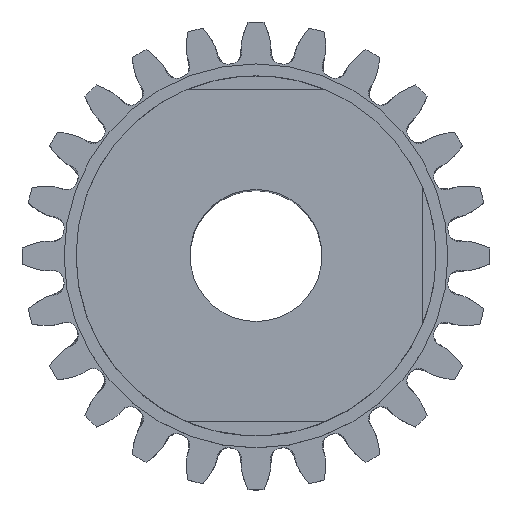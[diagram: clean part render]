
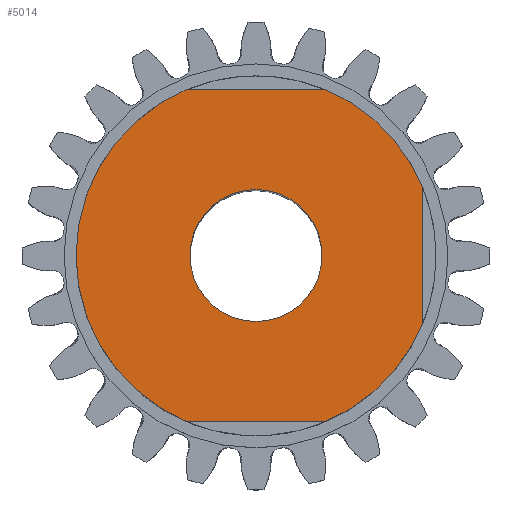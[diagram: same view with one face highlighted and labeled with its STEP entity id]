
A CAD part, top view. The second image highlights one B-rep face of the part: STEP entity #5014.
In plain terms, the highlighted face is planar.
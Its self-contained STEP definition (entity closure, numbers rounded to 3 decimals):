
#250=FACE_BOUND('',#702,.T.);
#261=PLANE('',#5306);
#433=FACE_OUTER_BOUND('',#701,.T.);
#701=EDGE_LOOP('',(#3400,#3401,#3402,#3403,#3404,#3405));
#702=EDGE_LOOP('',(#3406));
#963=LINE('',#7185,#1325);
#969=LINE('',#7205,#1331);
#975=LINE('',#7225,#1337);
#1325=VECTOR('',#5813,10.);
#1331=VECTOR('',#5833,10.);
#1337=VECTOR('',#5853,10.);
#1692=CIRCLE('',#5307,15.);
#1693=CIRCLE('',#5308,15.);
#1694=CIRCLE('',#5309,15.);
#1695=CIRCLE('',#5310,5.5);
#1998=VERTEX_POINT('',#7182);
#1999=VERTEX_POINT('',#7184);
#2005=VERTEX_POINT('',#7202);
#2006=VERTEX_POINT('',#7204);
#2012=VERTEX_POINT('',#7222);
#2013=VERTEX_POINT('',#7224);
#2014=VERTEX_POINT('',#7232);
#2554=EDGE_CURVE('',#1999,#1998,#963,.T.);
#2563=EDGE_CURVE('',#2006,#2005,#969,.T.);
#2572=EDGE_CURVE('',#2013,#2012,#975,.T.);
#2574=EDGE_CURVE('',#2012,#1999,#1692,.T.);
#2575=EDGE_CURVE('',#1998,#2006,#1693,.T.);
#2576=EDGE_CURVE('',#2005,#2013,#1694,.T.);
#2577=EDGE_CURVE('',#2014,#2014,#1695,.T.);
#3400=ORIENTED_EDGE('',*,*,#2572,.T.);
#3401=ORIENTED_EDGE('',*,*,#2574,.T.);
#3402=ORIENTED_EDGE('',*,*,#2554,.T.);
#3403=ORIENTED_EDGE('',*,*,#2575,.T.);
#3404=ORIENTED_EDGE('',*,*,#2563,.T.);
#3405=ORIENTED_EDGE('',*,*,#2576,.T.);
#3406=ORIENTED_EDGE('',*,*,#2577,.T.);
#5014=ADVANCED_FACE('',(#433,#250),#261,.T.);
#5306=AXIS2_PLACEMENT_3D('',#7228,#5857,#5858);
#5307=AXIS2_PLACEMENT_3D('',#7229,#5859,#5860);
#5308=AXIS2_PLACEMENT_3D('',#7230,#5861,#5862);
#5309=AXIS2_PLACEMENT_3D('',#7231,#5863,#5864);
#5310=AXIS2_PLACEMENT_3D('',#7233,#5865,#5866);
#5813=DIRECTION('',(1.,0.,0.));
#5833=DIRECTION('',(-1.,0.,0.));
#5853=DIRECTION('',(0.,1.,0.));
#5857=DIRECTION('center_axis',(0.,0.,
-1.));
#5858=DIRECTION('ref_axis',(1.,0.,0.));
#5859=DIRECTION('center_axis',(0.,0.,
-1.));
#5860=DIRECTION('ref_axis',(1.,0.,0.));
#5861=DIRECTION('center_axis',(0.,0.,
-1.));
#5862=DIRECTION('ref_axis',(1.,0.,0.));
#5863=DIRECTION('center_axis',(0.,0.,
-1.));
#5864=DIRECTION('ref_axis',(1.,0.,0.));
#5865=DIRECTION('center_axis',(0.,0.,
1.));
#5866=DIRECTION('ref_axis',(1.,0.,0.));
#7182=CARTESIAN_POINT('',(5.74,13.858,-21.));
#7184=CARTESIAN_POINT('',(-5.74,13.858,-21.));
#7185=CARTESIAN_POINT('',(-5.74,13.858,-21.));
#7202=CARTESIAN_POINT('',(-5.74,-13.858,-21.));
#7204=CARTESIAN_POINT('',(5.74,-13.858,-21.));
#7205=CARTESIAN_POINT('',(5.74,-13.858,-21.));
#7222=CARTESIAN_POINT('',(-13.858,5.74,-21.));
#7224=CARTESIAN_POINT('',(-13.858,-5.74,-21.));
#7225=CARTESIAN_POINT('',(-13.858,-5.74,-21.));
#7228=CARTESIAN_POINT('Origin',(0.571,0.,-21.));
#7229=CARTESIAN_POINT('Origin',(0.,0.,
-21.));
#7230=CARTESIAN_POINT('Origin',(0.,0.,
-21.));
#7231=CARTESIAN_POINT('Origin',(0.,0.,
-21.));
#7232=CARTESIAN_POINT('',(5.5,0.,-21.));
#7233=CARTESIAN_POINT('Origin',(0.,0.,
-21.));
